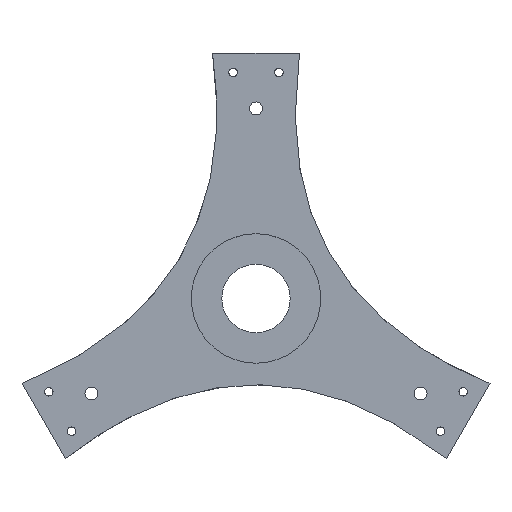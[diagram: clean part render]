
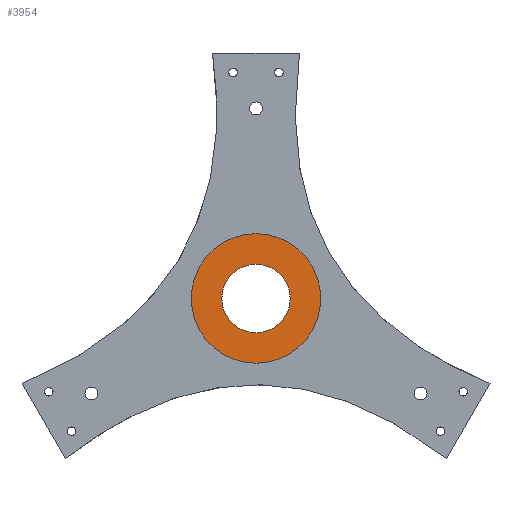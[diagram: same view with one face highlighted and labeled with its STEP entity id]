
A CAD part, top view. The second image highlights one B-rep face of the part: STEP entity #3954.
In plain terms, the highlighted planar face has unit normal (0, 0, 1).
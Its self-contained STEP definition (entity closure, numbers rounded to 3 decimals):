
#312 = CYLINDRICAL_SURFACE('',#313,34.1);
#313 = AXIS2_PLACEMENT_3D('',#314,#315,#316);
#314 = CARTESIAN_POINT('',(0.,0.,0.));
#315 = DIRECTION('',(0.,0.,1.));
#316 = DIRECTION('',(1.,0.,0.));
#2864 = VERTEX_POINT('',#2865);
#2865 = CARTESIAN_POINT('',(34.1,0.,-4.));
#2886 = EDGE_CURVE('',#2864,#2864,#2887,.T.);
#2887 = SURFACE_CURVE('',#2888,(#2893,#2900),.PCURVE_S1.);
#2888 = CIRCLE('',#2889,34.1);
#2889 = AXIS2_PLACEMENT_3D('',#2890,#2891,#2892);
#2890 = CARTESIAN_POINT('',(0.,0.,-4.));
#2891 = DIRECTION('',(0.,0.,1.));
#2892 = DIRECTION('',(1.,0.,0.));
#2893 = PCURVE('',#312,#2894);
#2894 = DEFINITIONAL_REPRESENTATION('',(#2895),#2899);
#2895 = LINE('',#2896,#2897);
#2896 = CARTESIAN_POINT('',(0.,-4.));
#2897 = VECTOR('',#2898,1.);
#2898 = DIRECTION('',(1.,0.));
#2899 = ( GEOMETRIC_REPRESENTATION_CONTEXT(2) 
PARAMETRIC_REPRESENTATION_CONTEXT() REPRESENTATION_CONTEXT('2D SPACE',''
  ) );
#2900 = PCURVE('',#2901,#2906);
#2901 = PLANE('',#2902);
#2902 = AXIS2_PLACEMENT_3D('',#2903,#2904,#2905);
#2903 = CARTESIAN_POINT('',(0.,0.,-4.));
#2904 = DIRECTION('',(0.,0.,1.));
#2905 = DIRECTION('',(1.,0.,0.));
#2906 = DEFINITIONAL_REPRESENTATION('',(#2907),#2911);
#2907 = CIRCLE('',#2908,34.1);
#2908 = AXIS2_PLACEMENT_2D('',#2909,#2910);
#2909 = CARTESIAN_POINT('',(0.,0.));
#2910 = DIRECTION('',(1.,0.));
#2911 = ( GEOMETRIC_REPRESENTATION_CONTEXT(2) 
PARAMETRIC_REPRESENTATION_CONTEXT() REPRESENTATION_CONTEXT('2D SPACE',''
  ) );
#3607 = CYLINDRICAL_SURFACE('',#3608,18.);
#3608 = AXIS2_PLACEMENT_3D('',#3609,#3610,#3611);
#3609 = CARTESIAN_POINT('',(0.,0.,-4.));
#3610 = DIRECTION('',(0.,0.,1.));
#3611 = DIRECTION('',(1.,0.,0.));
#3954 = ADVANCED_FACE('',(#3955,#3958),#2901,.T.);
#3955 = FACE_BOUND('',#3956,.T.);
#3956 = EDGE_LOOP('',(#3957));
#3957 = ORIENTED_EDGE('',*,*,#2886,.T.);
#3958 = FACE_BOUND('',#3959,.T.);
#3959 = EDGE_LOOP('',(#3960));
#3960 = ORIENTED_EDGE('',*,*,#3961,.F.);
#3961 = EDGE_CURVE('',#3962,#3962,#3964,.T.);
#3962 = VERTEX_POINT('',#3963);
#3963 = CARTESIAN_POINT('',(18.,0.,-4.));
#3964 = SURFACE_CURVE('',#3965,(#3970,#3977),.PCURVE_S1.);
#3965 = CIRCLE('',#3966,18.);
#3966 = AXIS2_PLACEMENT_3D('',#3967,#3968,#3969);
#3967 = CARTESIAN_POINT('',(0.,0.,-4.));
#3968 = DIRECTION('',(0.,0.,1.));
#3969 = DIRECTION('',(1.,0.,0.));
#3970 = PCURVE('',#2901,#3971);
#3971 = DEFINITIONAL_REPRESENTATION('',(#3972),#3976);
#3972 = CIRCLE('',#3973,18.);
#3973 = AXIS2_PLACEMENT_2D('',#3974,#3975);
#3974 = CARTESIAN_POINT('',(0.,0.));
#3975 = DIRECTION('',(1.,0.));
#3976 = ( GEOMETRIC_REPRESENTATION_CONTEXT(2) 
PARAMETRIC_REPRESENTATION_CONTEXT() REPRESENTATION_CONTEXT('2D SPACE',''
  ) );
#3977 = PCURVE('',#3607,#3978);
#3978 = DEFINITIONAL_REPRESENTATION('',(#3979),#3983);
#3979 = LINE('',#3980,#3981);
#3980 = CARTESIAN_POINT('',(0.,0.));
#3981 = VECTOR('',#3982,1.);
#3982 = DIRECTION('',(1.,0.));
#3983 = ( GEOMETRIC_REPRESENTATION_CONTEXT(2) 
PARAMETRIC_REPRESENTATION_CONTEXT() REPRESENTATION_CONTEXT('2D SPACE',''
  ) );
